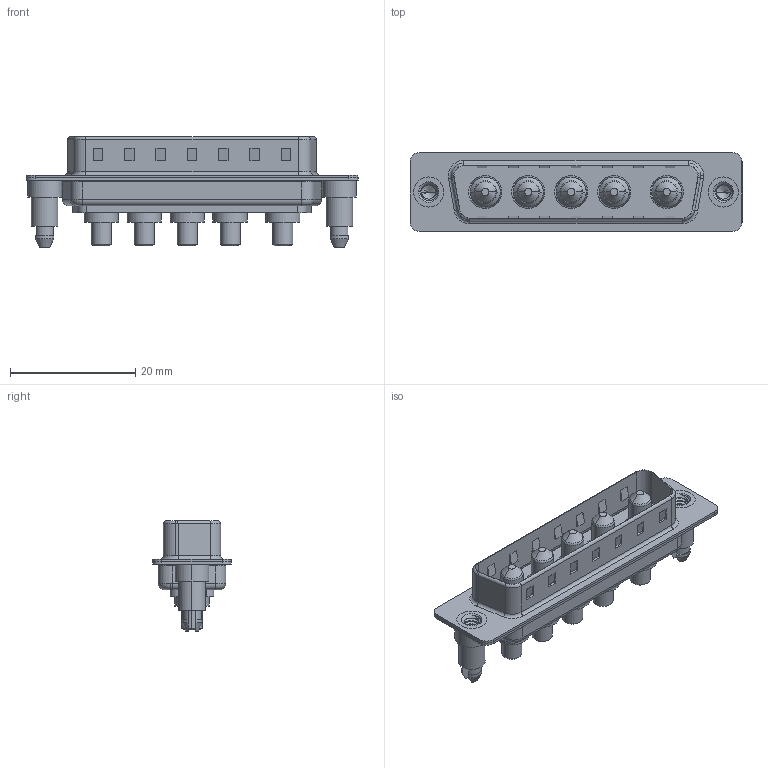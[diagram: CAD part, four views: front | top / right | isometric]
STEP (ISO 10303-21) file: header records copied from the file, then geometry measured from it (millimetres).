
FILE_DESCRIPTION (( 'STEP AP203' ), '1' );
FILE_NAME ('627-5W5-224-3N5.STEP', '2019-05-25T20:27:29', ( '' ), ( '' ), 'SwSTEP 2.0', 'SolidWorks 2016', '' );
FILE_SCHEMA (( 'CONFIG_CONTROL_DESIGN' ));
Length unit declared in the file: millimetre
Products named in the file (6): 627Combo Housing_5W5; Power Pin_30A S; 627Combo Shell Rear_25 Contacts; 627-5W5-224-3N5; 627Combo Shell Front_25 Contacts; 627Combo Threaded Boardlock_5
Assembly tree (10 placements, depth 2):
  627-5W5-224-3N5
    627Combo Housing_5W5
    627Combo Shell Rear_25 Contacts
    627Combo Shell Front_25 Contacts
    627Combo Threaded Boardlock_5  x2
    Power Pin_30A S  x5
Bounding box: 53 x 12.6 x 17.6 mm (x, y, z)
Volume: 3232 mm3; surface area: 7026.5 mm2
Topology: 15 solids, 15 shells, 626 faces, 1514 edges, 948 vertices
Faces by surface type: cylinder 264, plane 237, torus 60, cone 49, bspline 16
Entity records: 15240 total; most frequent: CARTESIAN_POINT 4008, DIRECTION 2248, ORIENTED_EDGE 2142, EDGE_CURVE 1071, AXIS2_PLACEMENT_3D 817, VERTEX_POINT 677, LINE 614, VECTOR 614
